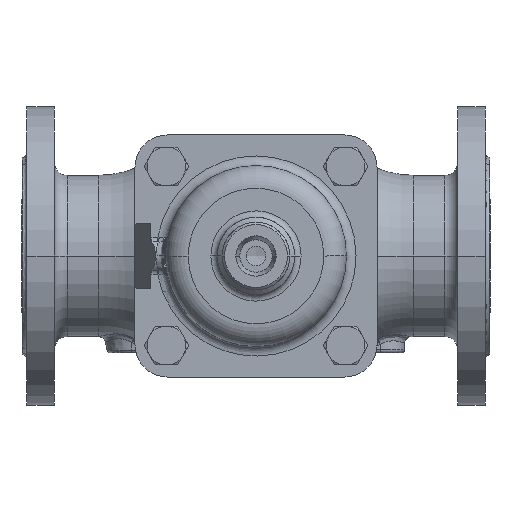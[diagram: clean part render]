
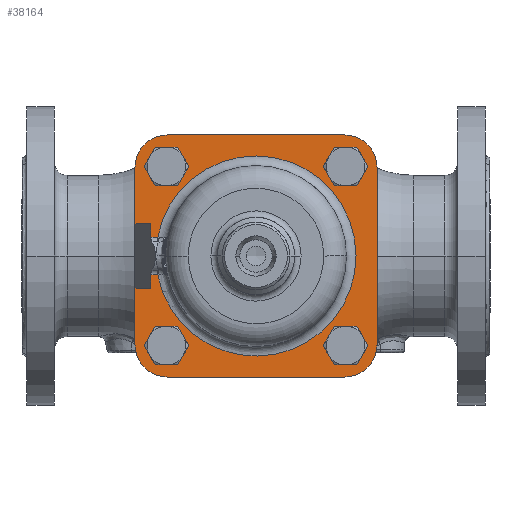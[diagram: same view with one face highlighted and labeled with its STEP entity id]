
A CAD part, front view. The second image highlights one B-rep face of the part: STEP entity #38164.
In plain terms, the highlighted planar face has unit normal (0, -1, 0).
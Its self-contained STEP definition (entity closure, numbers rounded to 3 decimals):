
#31285=DIRECTION('',(-1.,0.,0.));
#31286=VECTOR('',#31285,4.284);
#31287=CARTESIAN_POINT('',(-60.902,131.,
-11.619));
#31288=LINE('',#31287,#31286);
#31289=CARTESIAN_POINT('',(0.,131.,0.));
#31290=DIRECTION('',(0.,-1.,0.));
#31291=DIRECTION('',(-0.982,0.,-0.187));
#31292=AXIS2_PLACEMENT_3D('',#31289,#31290,#31291);
#31294=CARTESIAN_POINT('',(0.,131.,0.));
#31295=DIRECTION('',(0.,-1.,0.));
#31296=DIRECTION('',(1.,0.,0.008));
#31297=AXIS2_PLACEMENT_3D('',#31294,#31295,#31296);
#31299=DIRECTION('',(0.,0.,1.));
#31300=VECTOR('',#31299,35.);
#31301=CARTESIAN_POINT('',(-75.,131.,20.));
#31302=LINE('',#31301,#31300);
#31303=CARTESIAN_POINT('',(-55.,131.,55.));
#31304=DIRECTION('',(0.,1.,0.));
#31305=DIRECTION('',(-1.,0.,0.));
#31306=AXIS2_PLACEMENT_3D('',#31303,#31304,#31305);
#31308=DIRECTION('',(1.,0.,0.));
#31309=VECTOR('',#31308,110.);
#31310=CARTESIAN_POINT('',(-55.,131.,75.));
#31311=LINE('',#31310,#31309);
#31312=CARTESIAN_POINT('',(55.,131.,55.));
#31313=DIRECTION('',(0.,1.,0.));
#31314=DIRECTION('',(0.,0.,1.));
#31315=AXIS2_PLACEMENT_3D('',#31312,#31313,#31314);
#31317=DIRECTION('',(0.,0.,-1.));
#31318=VECTOR('',#31317,110.);
#31319=CARTESIAN_POINT('',(75.,131.,55.));
#31320=LINE('',#31319,#31318);
#31321=CARTESIAN_POINT('',(55.,131.,-55.));
#31322=DIRECTION('',(0.,1.,0.));
#31323=DIRECTION('',(1.,0.,0.));
#31324=AXIS2_PLACEMENT_3D('',#31321,#31322,#31323);
#31326=DIRECTION('',(-1.,0.,0.));
#31327=VECTOR('',#31326,110.);
#31328=CARTESIAN_POINT('',(55.,131.,-75.));
#31329=LINE('',#31328,#31327);
#31330=CARTESIAN_POINT('',(-55.,131.,-55.));
#31331=DIRECTION('',(0.,1.,0.));
#31332=DIRECTION('',(0.,0.,-1.));
#31333=AXIS2_PLACEMENT_3D('',#31330,#31331,#31332);
#31335=DIRECTION('',(0.,0.,1.));
#31336=VECTOR('',#31335,35.);
#31337=CARTESIAN_POINT('',(-75.,131.,-55.));
#31338=LINE('',#31337,#31336);
#31339=CARTESIAN_POINT('',(-55.508,131.,55.508));
#31340=DIRECTION('',(0.,-1.,0.));
#31341=DIRECTION('',(1.,0.,0.));
#31342=AXIS2_PLACEMENT_3D('',#31339,#31340,#31341);
#31344=CARTESIAN_POINT('',(-55.508,131.,55.508));
#31345=DIRECTION('',(0.,-1.,0.));
#31346=DIRECTION('',(-1.,0.,0.));
#31347=AXIS2_PLACEMENT_3D('',#31344,#31345,#31346);
#31349=CARTESIAN_POINT('',(55.508,131.,55.508));
#31350=DIRECTION('',(0.,-1.,0.));
#31351=DIRECTION('',(1.,0.,0.));
#31352=AXIS2_PLACEMENT_3D('',#31349,#31350,#31351);
#31354=CARTESIAN_POINT('',(55.508,131.,55.508));
#31355=DIRECTION('',(0.,-1.,0.));
#31356=DIRECTION('',(-1.,0.,0.));
#31357=AXIS2_PLACEMENT_3D('',#31354,#31355,#31356);
#31359=CARTESIAN_POINT('',(55.508,131.,-55.508));
#31360=DIRECTION('',(0.,-1.,0.));
#31361=DIRECTION('',(1.,0.,0.));
#31362=AXIS2_PLACEMENT_3D('',#31359,#31360,#31361);
#31364=CARTESIAN_POINT('',(55.508,131.,-55.508));
#31365=DIRECTION('',(0.,-1.,0.));
#31366=DIRECTION('',(-1.,0.,0.));
#31367=AXIS2_PLACEMENT_3D('',#31364,#31365,#31366);
#31369=CARTESIAN_POINT('',(-55.508,131.,-55.508));
#31370=DIRECTION('',(0.,-1.,0.));
#31371=DIRECTION('',(1.,0.,0.));
#31372=AXIS2_PLACEMENT_3D('',#31369,#31370,#31371);
#31374=CARTESIAN_POINT('',(-55.508,131.,-55.508));
#31375=DIRECTION('',(0.,-1.,0.));
#31376=DIRECTION('',(-1.,0.,0.));
#31377=AXIS2_PLACEMENT_3D('',#31374,#31375,#31376);
#31901=DIRECTION('',(0.,0.,-1.));
#31902=VECTOR('',#31901,8.381);
#31903=CARTESIAN_POINT('',(-65.185,131.,-11.619));
#31904=LINE('',#31903,#31902);
#31913=DIRECTION('',(0.,0.,-1.));
#31914=VECTOR('',#31913,8.381);
#31915=CARTESIAN_POINT('',(-65.185,131.,20.));
#31916=LINE('',#31915,#31914);
#31923=DIRECTION('',(-1.,0.,0.));
#31924=VECTOR('',#31923,9.815);
#31925=CARTESIAN_POINT('',(-65.185,131.,-20.));
#31926=LINE('',#31925,#31924);
#32657=DIRECTION('',(1.,0.,0.));
#32658=VECTOR('',#32657,9.815);
#32659=CARTESIAN_POINT('',(-75.,131.,20.));
#32660=LINE('',#32659,#32658);
#32665=DIRECTION('',(1.,0.,0.));
#32666=VECTOR('',#32665,4.284);
#32667=CARTESIAN_POINT('',(-65.185,131.,11.619));
#32668=LINE('',#32667,#32666);
#36093=CARTESIAN_POINT('',(-46.508,131.,-55.508));
#36094=CARTESIAN_POINT('',(-64.508,131.,-55.508));
#36095=VERTEX_POINT('',#36093);
#36096=VERTEX_POINT('',#36094);
#36102=CARTESIAN_POINT('',(61.998,131.,0.48));
#36103=CARTESIAN_POINT('',(-60.902,131.,11.619));
#36104=VERTEX_POINT('',#36102);
#36105=VERTEX_POINT('',#36103);
#36106=CARTESIAN_POINT('',(-60.902,131.,-11.619));
#36107=VERTEX_POINT('',#36106);
#36108=CARTESIAN_POINT('',(-65.185,131.,11.619));
#36109=VERTEX_POINT('',#36108);
#36110=CARTESIAN_POINT('',(-65.185,131.,20.));
#36111=VERTEX_POINT('',#36110);
#36112=CARTESIAN_POINT('',(-75.,131.,20.));
#36113=VERTEX_POINT('',#36112);
#36114=CARTESIAN_POINT('',(-75.,131.,55.));
#36115=VERTEX_POINT('',#36114);
#36116=CARTESIAN_POINT('',(-55.,131.,75.));
#36117=VERTEX_POINT('',#36116);
#36118=CARTESIAN_POINT('',(55.,131.,75.));
#36119=VERTEX_POINT('',#36118);
#36120=CARTESIAN_POINT('',(75.,131.,55.));
#36121=VERTEX_POINT('',#36120);
#36122=CARTESIAN_POINT('',(75.,131.,-55.));
#36123=VERTEX_POINT('',#36122);
#36124=CARTESIAN_POINT('',(55.,131.,-75.));
#36125=VERTEX_POINT('',#36124);
#36126=CARTESIAN_POINT('',(-55.,131.,-75.));
#36127=VERTEX_POINT('',#36126);
#36128=CARTESIAN_POINT('',(-75.,131.,-55.));
#36129=VERTEX_POINT('',#36128);
#36130=CARTESIAN_POINT('',(-75.,131.,-20.));
#36131=VERTEX_POINT('',#36130);
#36132=CARTESIAN_POINT('',(-65.185,131.,-20.));
#36133=VERTEX_POINT('',#36132);
#36134=CARTESIAN_POINT('',(-65.185,131.,-11.619));
#36135=VERTEX_POINT('',#36134);
#36136=CARTESIAN_POINT('',(-46.508,131.,55.508));
#36137=CARTESIAN_POINT('',(-64.508,131.,55.508));
#36138=VERTEX_POINT('',#36136);
#36139=VERTEX_POINT('',#36137);
#36140=CARTESIAN_POINT('',(64.508,131.,55.508));
#36141=CARTESIAN_POINT('',(46.508,131.,55.508));
#36142=VERTEX_POINT('',#36140);
#36143=VERTEX_POINT('',#36141);
#36144=CARTESIAN_POINT('',(64.508,131.,-55.508));
#36145=CARTESIAN_POINT('',(46.508,131.,-55.508));
#36146=VERTEX_POINT('',#36144);
#36147=VERTEX_POINT('',#36145);
#38100=CARTESIAN_POINT('',(0.,131.,0.));
#38101=DIRECTION('',(0.,1.,0.));
#38102=DIRECTION('',(0.,0.,-1.));
#38103=AXIS2_PLACEMENT_3D('',#38100,#38101,#38102);
#38104=PLANE('',#38103);
#38106=ORIENTED_EDGE('',*,*,#38105,.T.);
#38108=ORIENTED_EDGE('',*,*,#38107,.T.);
#38110=ORIENTED_EDGE('',*,*,#38109,.F.);
#38112=ORIENTED_EDGE('',*,*,#38111,.F.);
#38114=ORIENTED_EDGE('',*,*,#38113,.F.);
#38116=ORIENTED_EDGE('',*,*,#38115,.T.);
#38118=ORIENTED_EDGE('',*,*,#38117,.T.);
#38120=ORIENTED_EDGE('',*,*,#38119,.T.);
#38122=ORIENTED_EDGE('',*,*,#38121,.T.);
#38124=ORIENTED_EDGE('',*,*,#38123,.T.);
#38126=ORIENTED_EDGE('',*,*,#38125,.T.);
#38128=ORIENTED_EDGE('',*,*,#38127,.T.);
#38130=ORIENTED_EDGE('',*,*,#38129,.T.);
#38132=ORIENTED_EDGE('',*,*,#38131,.T.);
#38134=ORIENTED_EDGE('',*,*,#38133,.F.);
#38136=ORIENTED_EDGE('',*,*,#38135,.F.);
#38137=ORIENTED_EDGE('',*,*,#38091,.F.);
#38138=EDGE_LOOP('',(#38106,#38108,#38110,#38112,#38114,#38116,#38118,#38120,
#38122,#38124,#38126,#38128,#38130,#38132,#38134,#38136,#38137));
#38139=FACE_OUTER_BOUND('',#38138,.F.);
#38141=ORIENTED_EDGE('',*,*,#38140,.T.);
#38143=ORIENTED_EDGE('',*,*,#38142,.T.);
#38144=EDGE_LOOP('',(#38141,#38143));
#38145=FACE_BOUND('',#38144,.F.);
#38147=ORIENTED_EDGE('',*,*,#38146,.T.);
#38149=ORIENTED_EDGE('',*,*,#38148,.T.);
#38150=EDGE_LOOP('',(#38147,#38149));
#38151=FACE_BOUND('',#38150,.F.);
#38153=ORIENTED_EDGE('',*,*,#38152,.T.);
#38155=ORIENTED_EDGE('',*,*,#38154,.T.);
#38156=EDGE_LOOP('',(#38153,#38155));
#38157=FACE_BOUND('',#38156,.F.);
#38159=ORIENTED_EDGE('',*,*,#38158,.T.);
#38161=ORIENTED_EDGE('',*,*,#38160,.T.);
#38162=EDGE_LOOP('',(#38159,#38161));
#38163=FACE_BOUND('',#38162,.F.);
#38164=ADVANCED_FACE('',(#38139,#38145,#38151,#38157,#38163),#38104,.F.);
#31293=CIRCLE('',#31292,62.);
#31298=CIRCLE('',#31297,62.);
#31307=CIRCLE('',#31306,20.);
#31316=CIRCLE('',#31315,20.);
#31325=CIRCLE('',#31324,20.);
#31334=CIRCLE('',#31333,20.);
#31343=CIRCLE('',#31342,9.);
#31348=CIRCLE('',#31347,9.);
#31353=CIRCLE('',#31352,9.);
#31358=CIRCLE('',#31357,9.);
#31363=CIRCLE('',#31362,9.);
#31368=CIRCLE('',#31367,9.);
#31373=CIRCLE('',#31372,9.);
#31378=CIRCLE('',#31377,9.);
#38091=EDGE_CURVE('',#36107,#36135,#31288,.T.);
#38105=EDGE_CURVE('',#36107,#36104,#31293,.T.);
#38107=EDGE_CURVE('',#36104,#36105,#31298,.T.);
#38109=EDGE_CURVE('',#36109,#36105,#32668,.T.);
#38111=EDGE_CURVE('',#36111,#36109,#31916,.T.);
#38113=EDGE_CURVE('',#36113,#36111,#32660,.T.);
#38115=EDGE_CURVE('',#36113,#36115,#31302,.T.);
#38117=EDGE_CURVE('',#36115,#36117,#31307,.T.);
#38119=EDGE_CURVE('',#36117,#36119,#31311,.T.);
#38121=EDGE_CURVE('',#36119,#36121,#31316,.T.);
#38123=EDGE_CURVE('',#36121,#36123,#31320,.T.);
#38125=EDGE_CURVE('',#36123,#36125,#31325,.T.);
#38127=EDGE_CURVE('',#36125,#36127,#31329,.T.);
#38129=EDGE_CURVE('',#36127,#36129,#31334,.T.);
#38131=EDGE_CURVE('',#36129,#36131,#31338,.T.);
#38133=EDGE_CURVE('',#36133,#36131,#31926,.T.);
#38135=EDGE_CURVE('',#36135,#36133,#31904,.T.);
#38140=EDGE_CURVE('',#36138,#36139,#31343,.T.);
#38142=EDGE_CURVE('',#36139,#36138,#31348,.T.);
#38146=EDGE_CURVE('',#36142,#36143,#31353,.T.);
#38148=EDGE_CURVE('',#36143,#36142,#31358,.T.);
#38152=EDGE_CURVE('',#36146,#36147,#31363,.T.);
#38154=EDGE_CURVE('',#36147,#36146,#31368,.T.);
#38158=EDGE_CURVE('',#36095,#36096,#31373,.T.);
#38160=EDGE_CURVE('',#36096,#36095,#31378,.T.);
